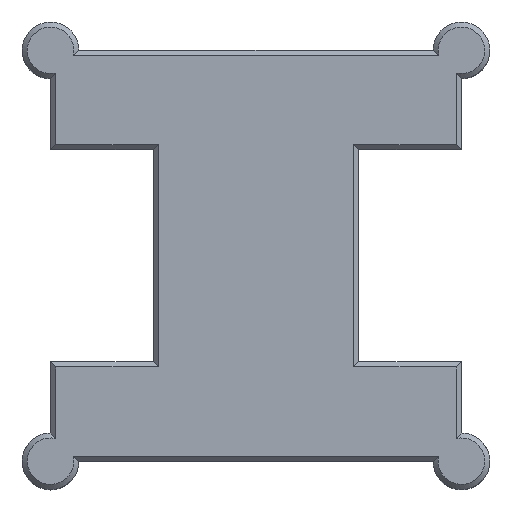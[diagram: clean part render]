
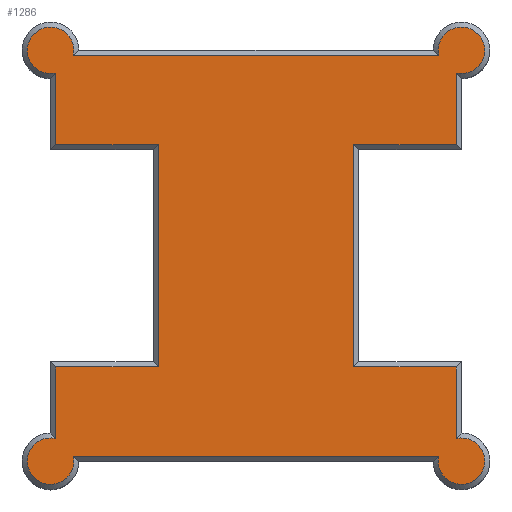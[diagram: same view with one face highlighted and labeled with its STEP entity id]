
A CAD part, top view. The second image highlights one B-rep face of the part: STEP entity #1286.
In plain terms, the highlighted planar face has unit normal (0, 0, 1).
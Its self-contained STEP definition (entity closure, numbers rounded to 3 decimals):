
#59=CIRCLE('',#1389,1.15);
#60=CIRCLE('',#1396,1.15);
#61=CIRCLE('',#1399,1.15);
#62=CIRCLE('',#1405,1.15);
#148=FACE_OUTER_BOUND('',#230,.T.);
#230=EDGE_LOOP('',(#1121,#1122,#1123,#1124,#1125,#1126,#1127,#1128,#1129,
#1130,#1131,#1132,#1133,#1134,#1135,#1136));
#343=LINE('',#2085,#471);
#346=LINE('',#2092,#474);
#352=LINE('',#2104,#480);
#354=LINE('',#2108,#482);
#358=LINE('',#2119,#486);
#359=LINE('',#2129,#487);
#362=LINE('',#2146,#490);
#365=LINE('',#2150,#493);
#367=LINE('',#2154,#495);
#368=LINE('',#2161,#496);
#370=LINE('',#2171,#498);
#372=LINE('',#2174,#500);
#471=VECTOR('',#1685,10.);
#474=VECTOR('',#1690,10.);
#480=VECTOR('',#1698,10.);
#482=VECTOR('',#1702,10.);
#486=VECTOR('',#1708,10.);
#487=VECTOR('',#1715,10.);
#490=VECTOR('',#1724,10.);
#493=VECTOR('',#1729,10.);
#495=VECTOR('',#1733,10.);
#496=VECTOR('',#1736,10.);
#498=VECTOR('',#1744,10.);
#500=VECTOR('',#1748,10.);
#593=VERTEX_POINT('',#2072);
#594=VERTEX_POINT('',#2073);
#595=VERTEX_POINT('',#2084);
#597=VERTEX_POINT('',#2090);
#598=VERTEX_POINT('',#2091);
#602=VERTEX_POINT('',#2101);
#603=VERTEX_POINT('',#2103);
#604=VERTEX_POINT('',#2107);
#606=VERTEX_POINT('',#2117);
#607=VERTEX_POINT('',#2121);
#608=VERTEX_POINT('',#2128);
#609=VERTEX_POINT('',#2136);
#611=VERTEX_POINT('',#2145);
#612=VERTEX_POINT('',#2153);
#613=VERTEX_POINT('',#2160);
#614=VERTEX_POINT('',#2164);
#747=EDGE_CURVE('',#593,#594,#59,.T.);
#750=EDGE_CURVE('',#594,#595,#343,.T.);
#753=EDGE_CURVE('',#597,#598,#346,.T.);
#759=EDGE_CURVE('',#602,#603,#352,.T.);
#761=EDGE_CURVE('',#598,#604,#354,.T.);
#766=EDGE_CURVE('',#606,#602,#358,.T.);
#767=EDGE_CURVE('',#604,#607,#60,.T.);
#769=EDGE_CURVE('',#607,#608,#359,.T.);
#772=EDGE_CURVE('',#608,#609,#61,.T.);
#775=EDGE_CURVE('',#609,#611,#362,.T.);
#778=EDGE_CURVE('',#611,#606,#365,.T.);
#780=EDGE_CURVE('',#603,#612,#367,.T.);
#782=EDGE_CURVE('',#613,#597,#368,.T.);
#784=EDGE_CURVE('',#612,#614,#62,.T.);
#786=EDGE_CURVE('',#595,#613,#370,.T.);
#788=EDGE_CURVE('',#614,#593,#372,.T.);
#1121=ORIENTED_EDGE('',*,*,#784,.F.);
#1122=ORIENTED_EDGE('',*,*,#780,.F.);
#1123=ORIENTED_EDGE('',*,*,#759,.F.);
#1124=ORIENTED_EDGE('',*,*,#766,.F.);
#1125=ORIENTED_EDGE('',*,*,#778,.F.);
#1126=ORIENTED_EDGE('',*,*,#775,.F.);
#1127=ORIENTED_EDGE('',*,*,#772,.F.);
#1128=ORIENTED_EDGE('',*,*,#769,.F.);
#1129=ORIENTED_EDGE('',*,*,#767,.F.);
#1130=ORIENTED_EDGE('',*,*,#761,.F.);
#1131=ORIENTED_EDGE('',*,*,#753,.F.);
#1132=ORIENTED_EDGE('',*,*,#782,.F.);
#1133=ORIENTED_EDGE('',*,*,#786,.F.);
#1134=ORIENTED_EDGE('',*,*,#750,.F.);
#1135=ORIENTED_EDGE('',*,*,#747,.F.);
#1136=ORIENTED_EDGE('',*,*,#788,.F.);
#1208=PLANE('',#1414);
#1286=ADVANCED_FACE('',(#148),#1208,.T.);
#1389=AXIS2_PLACEMENT_3D('',#2074,#1681,#1682);
#1396=AXIS2_PLACEMENT_3D('',#2122,#1711,#1712);
#1399=AXIS2_PLACEMENT_3D('',#2137,#1719,#1720);
#1405=AXIS2_PLACEMENT_3D('',#2165,#1740,#1741);
#1414=AXIS2_PLACEMENT_3D('',#2186,#1766,#1767);
#1681=DIRECTION('center_axis',(0.,0.,
-1.));
#1682=DIRECTION('ref_axis',(1.,0.,0.));
#1685=DIRECTION('',(0.,-1.,0.));
#1690=DIRECTION('',(1.,0.,0.));
#1698=DIRECTION('',(-1.,0.,0.));
#1702=DIRECTION('',(0.,-1.,0.));
#1708=DIRECTION('',(0.,1.,0.));
#1711=DIRECTION('center_axis',(0.,0.,
-1.));
#1712=DIRECTION('ref_axis',(1.,0.,0.));
#1715=DIRECTION('',(-1.,0.,0.));
#1719=DIRECTION('center_axis',(0.,0.,
-1.));
#1720=DIRECTION('ref_axis',(-1.,0.,0.));
#1724=DIRECTION('',(0.,1.,0.));
#1729=DIRECTION('',(1.,0.,0.));
#1733=DIRECTION('',(0.,1.,0.));
#1736=DIRECTION('',(0.,-1.,0.));
#1740=DIRECTION('center_axis',(0.,0.,
-1.));
#1741=DIRECTION('ref_axis',(-1.,0.,0.));
#1744=DIRECTION('',(-1.,0.,0.));
#1748=DIRECTION('',(1.,0.,0.));
#1766=DIRECTION('center_axis',(0.,0.,
1.));
#1767=DIRECTION('ref_axis',(-1.,0.,0.));
#2072=CARTESIAN_POINT('',(21.738,22.61,10.405));
#2073=CARTESIAN_POINT('',(22.61,21.738,10.405));
#2074=CARTESIAN_POINT('Origin',(22.86,22.86,10.405));
#2084=CARTESIAN_POINT('',(22.61,18.2,10.405));
#2085=CARTESIAN_POINT('',(22.61,8.333,10.405));
#2090=CARTESIAN_POINT('',(17.53,7.2,10.405));
#2091=CARTESIAN_POINT('',(22.61,7.2,10.405));
#2092=CARTESIAN_POINT('',(15.253,7.2,10.405));
#2101=CARTESIAN_POINT('',(7.87,18.2,10.405));
#2103=CARTESIAN_POINT('',(2.79,18.2,10.405));
#2104=CARTESIAN_POINT('',(10.173,18.2,10.405));
#2107=CARTESIAN_POINT('',(22.61,3.662,10.405));
#2108=CARTESIAN_POINT('',(22.61,8.333,10.405));
#2117=CARTESIAN_POINT('',(7.87,7.2,10.405));
#2119=CARTESIAN_POINT('',(7.87,10.088,10.405));
#2121=CARTESIAN_POINT('',(21.738,2.79,10.405));
#2122=CARTESIAN_POINT('Origin',(22.86,2.54,10.405));
#2128=CARTESIAN_POINT('',(3.662,2.79,10.405));
#2129=CARTESIAN_POINT('',(8.332,2.79,10.405));
#2136=CARTESIAN_POINT('',(2.79,3.662,10.405));
#2137=CARTESIAN_POINT('Origin',(2.54,2.54,10.405));
#2145=CARTESIAN_POINT('',(2.79,7.2,10.405));
#2146=CARTESIAN_POINT('',(2.79,17.093,10.405));
#2150=CARTESIAN_POINT('',(7.632,7.2,10.405));
#2153=CARTESIAN_POINT('',(2.79,21.738,10.405));
#2154=CARTESIAN_POINT('',(2.79,17.093,10.405));
#2160=CARTESIAN_POINT('',(17.53,18.2,10.405));
#2161=CARTESIAN_POINT('',(17.53,15.338,10.405));
#2164=CARTESIAN_POINT('',(3.662,22.61,10.405));
#2165=CARTESIAN_POINT('Origin',(2.54,22.86,10.405));
#2171=CARTESIAN_POINT('',(17.793,18.2,10.405));
#2174=CARTESIAN_POINT('',(17.093,22.61,10.405));
#2186=CARTESIAN_POINT('Origin',(12.725,12.725,10.405));
